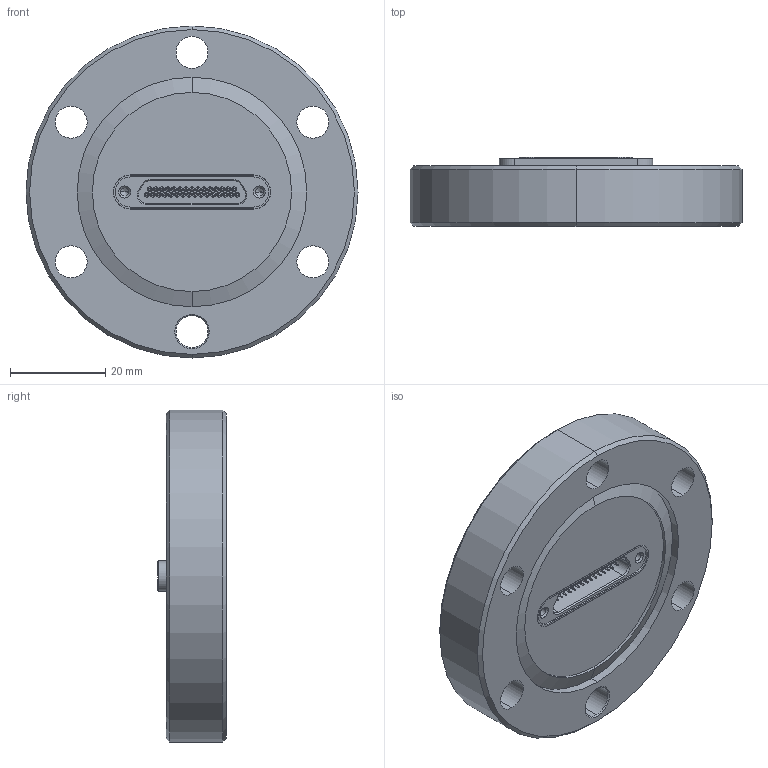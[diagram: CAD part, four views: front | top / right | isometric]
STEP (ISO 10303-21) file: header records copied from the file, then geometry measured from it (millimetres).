
FILE_DESCRIPTION (( 'STEP AP203' ), '1' );
FILE_NAME ('A11563-5-CF.STEP', '2013-05-01T11:04:01', ( '' ), ( '' ), 'SwSTEP 2.0', 'SolidWorks 2012', '' );
FILE_SCHEMA (( 'CONFIG_CONTROL_DESIGN' ));
Length unit declared in the file: inch
Products named in the file (1): A11563-5-CF
Bounding box: 69.85 x 14.5 x 69.85 mm (x, y, z)
Volume: 42485 mm3; surface area: 15700.9 mm2
Topology: 64 solids, 64 shells, 1360 faces, 3274 edges, 1958 vertices
Faces by surface type: cylinder 727, cone 236, bspline 217, plane 180
Entity records: 43363 total; most frequent: CARTESIAN_POINT 10956, DIRECTION 7299, ORIENTED_EDGE 6470, EDGE_CURVE 3235, AXIS2_PLACEMENT_3D 3044, VERTEX_POINT 1989, CIRCLE 1900, EDGE_LOOP 1606
